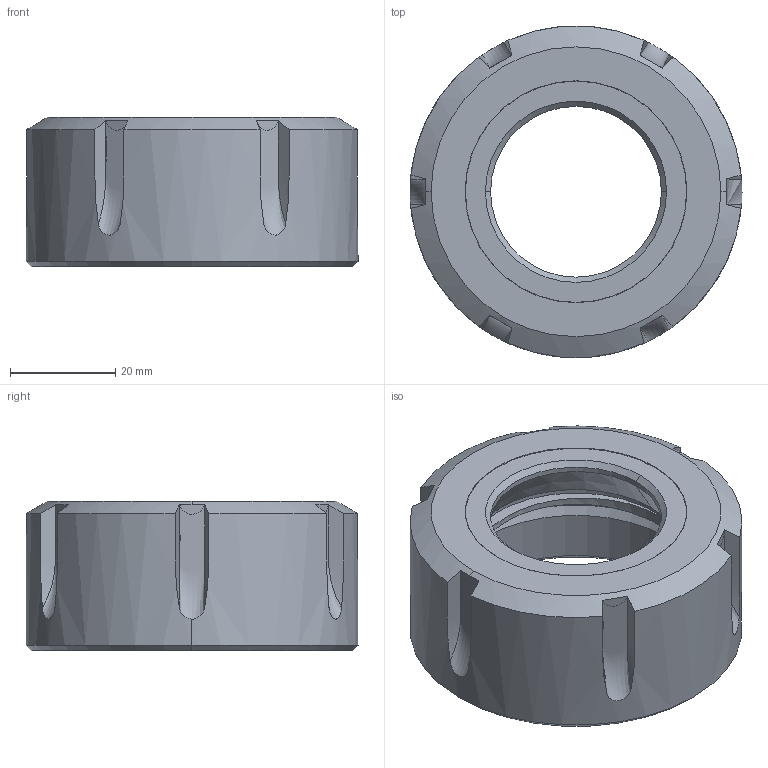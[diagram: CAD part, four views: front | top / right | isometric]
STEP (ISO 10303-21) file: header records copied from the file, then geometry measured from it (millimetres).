
FILE_DESCRIPTION (( 'STEP AP203' ), '1' );
FILE_NAME ('SM99G40.STEP', '2021-01-22T07:14:07', ( '' ), ( '' ), 'SwSTEP 2.0', 'SolidWorks 2020', '' );
FILE_SCHEMA (( 'CONFIG_CONTROL_DESIGN' ));
Length unit declared in the file: millimetre
Products named in the file (3): GR99G40; SM99G40; ME99G40
Assembly tree (2 placements, depth 2):
  SM99G40
    ME99G40
    GR99G40
Bounding box: 63 x 63 x 28.3 mm (x, y, z)
Volume: 41072.4 mm3; surface area: 18583 mm2
Topology: 2 solids, 2 shells, 86 faces, 226 edges, 140 vertices
Faces by surface type: cylinder 25, cone 23, bspline 18, plane 14, torus 6
Entity records: 6169 total; most frequent: CARTESIAN_POINT 3931, ORIENTED_EDGE 438, DIRECTION 362, EDGE_CURVE 219, AXIS2_PLACEMENT_3D 157, VERTEX_POINT 140, EDGE_LOOP 93, B_SPLINE_CURVE_WITH_KNOTS 87
